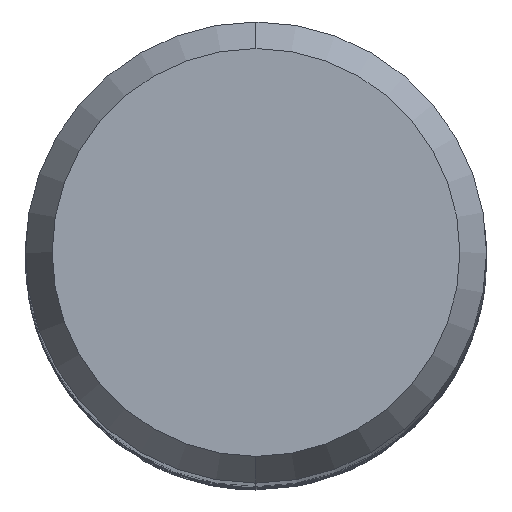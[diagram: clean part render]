
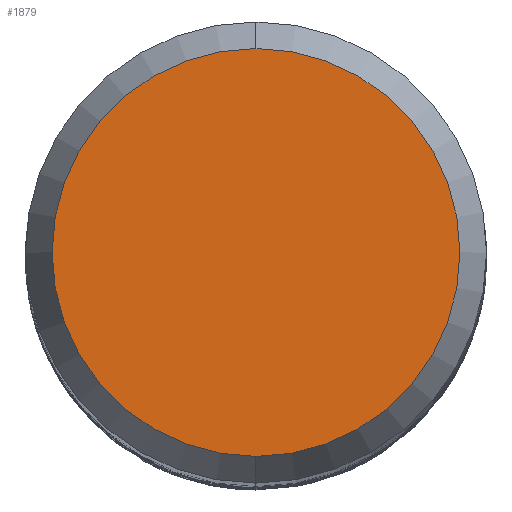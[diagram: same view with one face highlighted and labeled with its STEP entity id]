
A CAD part, top view. The second image highlights one B-rep face of the part: STEP entity #1879.
In plain terms, the highlighted planar face has unit normal (0, 0, 1).
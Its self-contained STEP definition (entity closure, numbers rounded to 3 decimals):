
#1387=EDGE_CURVE('',#1567,#3599,#3902,.T.);
#1567=VERTEX_POINT('',#4091);
#1789=EDGE_CURVE('',#3599,#1567,#4335,.T.);
#1879=ADVANCED_FACE('',(#4433),#4434,.T.);
#3599=VERTEX_POINT('',#6312);
#3902=CIRCLE('',#7252,4.423);
#4091=CARTESIAN_POINT('',(0.,-4.423,0.0));
#4335=CIRCLE('',#10861,4.423);
#4433=FACE_OUTER_BOUND('',#12454,.T.);
#4434=PLANE('',#12455);
#6312=CARTESIAN_POINT('',(0.0,4.423,0.0));
#7252=AXIS2_PLACEMENT_3D('',#37989,#37990,#37991);
#10861=AXIS2_PLACEMENT_3D('',#38449,#38450,#38451);
#12454=EDGE_LOOP('',(#38567,#38568));
#12455=AXIS2_PLACEMENT_3D('',#38569,#38570,#38571);
#37989=CARTESIAN_POINT('',(0.0,0.0,0.0));
#37990=DIRECTION('',(0.0,0.0,-1.0));
#37991=DIRECTION('',(0.0,1.0,0.0));
#38449=CARTESIAN_POINT('',(0.0,0.0,0.0));
#38450=DIRECTION('',(0.0,0.0,-1.0));
#38451=DIRECTION('',(0.0,1.0,0.0));
#38567=ORIENTED_EDGE('',*,*,#1789,.F.);
#38568=ORIENTED_EDGE('',*,*,#1387,.F.);
#38569=CARTESIAN_POINT('',(0.0,2.211,0.0));
#38570=DIRECTION('',(-0.0,0.0,1.0));
#38571=DIRECTION('',(0.0,-1.0,0.0));
